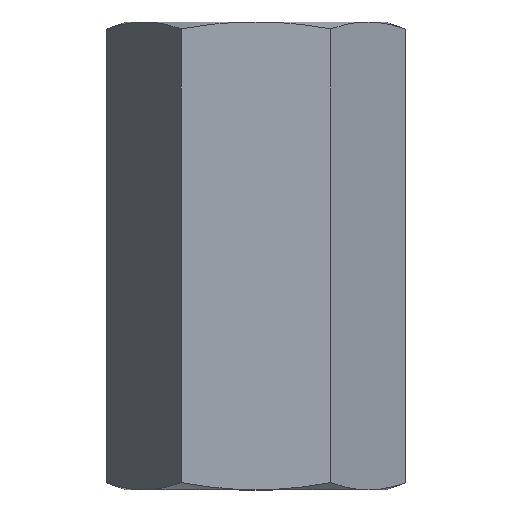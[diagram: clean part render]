
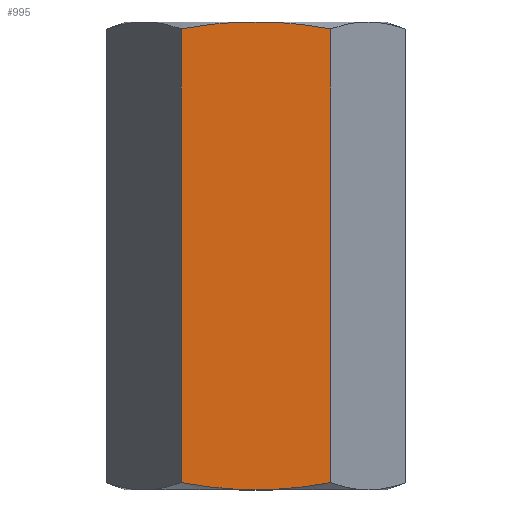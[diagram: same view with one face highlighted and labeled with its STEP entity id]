
A CAD part, top view. The second image highlights one B-rep face of the part: STEP entity #995.
In plain terms, the highlighted planar face has unit normal (0, 0, 1).
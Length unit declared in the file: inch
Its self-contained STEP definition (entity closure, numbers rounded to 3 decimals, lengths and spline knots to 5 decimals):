
#167=DIRECTION('',(1.,0.,0.));
#168=VECTOR('',#167,0.07921);
#169=CARTESIAN_POINT('',(-0.03961,0.,0.3125));
#170=LINE('',#169,#168);
#205=CARTESIAN_POINT('',(-0.18042,0.01669,0.3125));
#206=CARTESIAN_POINT('',(-0.16436,0.01376,0.3125));
#207=CARTESIAN_POINT('',(-0.13252,0.00856,0.3125));
#208=CARTESIAN_POINT('',(-0.08622,0.00297,0.3125));
#209=CARTESIAN_POINT('',(-0.05512,0.00071,0.3125));
#210=CARTESIAN_POINT('',(-0.03961,0.,0.3125));
#215=DIRECTION('',(0.,1.,0.));
#216=VECTOR('',#215,1.09663);
#217=CARTESIAN_POINT('',(-0.18042,0.01669,0.3125));
#218=LINE('',#217,#216);
#222=CARTESIAN_POINT('',(-0.18042,1.11331,0.3125));
#223=CARTESIAN_POINT('',(-0.16436,1.11624,0.3125));
#224=CARTESIAN_POINT('',(-0.13252,1.12144,0.3125));
#225=CARTESIAN_POINT('',(-0.08622,1.12703,0.3125));
#226=CARTESIAN_POINT('',(-0.05512,1.12929,0.3125));
#227=CARTESIAN_POINT('',(-0.03961,1.13,0.3125));
#232=CARTESIAN_POINT('',(0.03961,1.13,0.3125));
#233=CARTESIAN_POINT('',(0.05524,1.12928,0.3125));
#234=CARTESIAN_POINT('',(0.0865,1.12701,0.3125));
#235=CARTESIAN_POINT('',(0.13287,1.12139,0.3125));
#236=CARTESIAN_POINT('',(0.1645,1.11621,0.3125));
#237=CARTESIAN_POINT('',(0.18042,1.11331,0.3125));
#242=CARTESIAN_POINT('',(0.03961,0.,0.3125));
#243=CARTESIAN_POINT('',(0.05524,0.00072,0.3125));
#244=CARTESIAN_POINT('',(0.0865,0.00299,0.3125));
#245=CARTESIAN_POINT('',(0.13287,0.00861,0.3125));
#246=CARTESIAN_POINT('',(0.1645,0.01379,0.3125));
#247=CARTESIAN_POINT('',(0.18042,0.01669,0.3125));
#450=DIRECTION('',(0.,1.,0.));
#451=VECTOR('',#450,1.09663);
#452=CARTESIAN_POINT('',(0.18042,0.01669,0.3125));
#453=LINE('',#452,#451);
#518=DIRECTION('',(1.,0.,0.));
#519=VECTOR('',#518,0.07921);
#520=CARTESIAN_POINT('',(-0.03961,1.13,0.3125));
#521=LINE('',#520,#519);
#784=CARTESIAN_POINT('',(-0.03961,1.13,0.3125));
#786=VERTEX_POINT('',#784);
#787=CARTESIAN_POINT('',(0.03961,1.13,0.3125));
#789=VERTEX_POINT('',#787);
#791=VERTEX_POINT('',#222);
#792=VERTEX_POINT('',#237);
#810=CARTESIAN_POINT('',(-0.03961,0.,0.3125));
#812=VERTEX_POINT('',#810);
#813=CARTESIAN_POINT('',(0.03961,0.,0.3125));
#815=VERTEX_POINT('',#813);
#817=VERTEX_POINT('',#205);
#818=VERTEX_POINT('',#247);
#975=CARTESIAN_POINT('',(-0.18042,0.,0.3125));
#976=DIRECTION('',(0.,0.,1.));
#977=DIRECTION('',(1.,0.,0.));
#978=AXIS2_PLACEMENT_3D('',#975,#976,#977);
#979=PLANE('',#978);
#980=ORIENTED_EDGE('',*,*,#918,.F.);
#982=ORIENTED_EDGE('',*,*,#981,.T.);
#984=ORIENTED_EDGE('',*,*,#983,.T.);
#986=ORIENTED_EDGE('',*,*,#985,.T.);
#988=ORIENTED_EDGE('',*,*,#987,.T.);
#990=ORIENTED_EDGE('',*,*,#989,.F.);
#991=ORIENTED_EDGE('',*,*,#903,.F.);
#992=ORIENTED_EDGE('',*,*,#882,.F.);
#993=EDGE_LOOP('',(#980,#982,#984,#986,#988,#990,#991,#992));
#994=FACE_OUTER_BOUND('',#993,.F.);
#995=ADVANCED_FACE('',(#994),#979,.T.);
#211=B_SPLINE_CURVE_WITH_KNOTS('',3,(#205,#206,#207,#208,#209,#210),
.UNSPECIFIED.,.F.,.F.,(4,1,1,4),(0.,0.33333,0.66667,1.),
.UNSPECIFIED.);
#228=B_SPLINE_CURVE_WITH_KNOTS('',3,(#222,#223,#224,#225,#226,#227),
.UNSPECIFIED.,.F.,.F.,(4,1,1,4),(0.,0.33333,0.66667,1.),
.UNSPECIFIED.);
#238=B_SPLINE_CURVE_WITH_KNOTS('',3,(#232,#233,#234,#235,#236,#237),
.UNSPECIFIED.,.F.,.F.,(4,1,1,4),(0.,0.33333,0.66667,1.),
.UNSPECIFIED.);
#248=B_SPLINE_CURVE_WITH_KNOTS('',3,(#242,#243,#244,#245,#246,#247),
.UNSPECIFIED.,.F.,.F.,(4,1,1,4),(0.,0.33333,0.66667,1.),
.UNSPECIFIED.);
#882=EDGE_CURVE('',#812,#815,#170,.T.);
#903=EDGE_CURVE('',#815,#818,#248,.T.);
#918=EDGE_CURVE('',#817,#812,#211,.T.);
#981=EDGE_CURVE('',#817,#791,#218,.T.);
#983=EDGE_CURVE('',#791,#786,#228,.T.);
#985=EDGE_CURVE('',#786,#789,#521,.T.);
#987=EDGE_CURVE('',#789,#792,#238,.T.);
#989=EDGE_CURVE('',#818,#792,#453,.T.);
